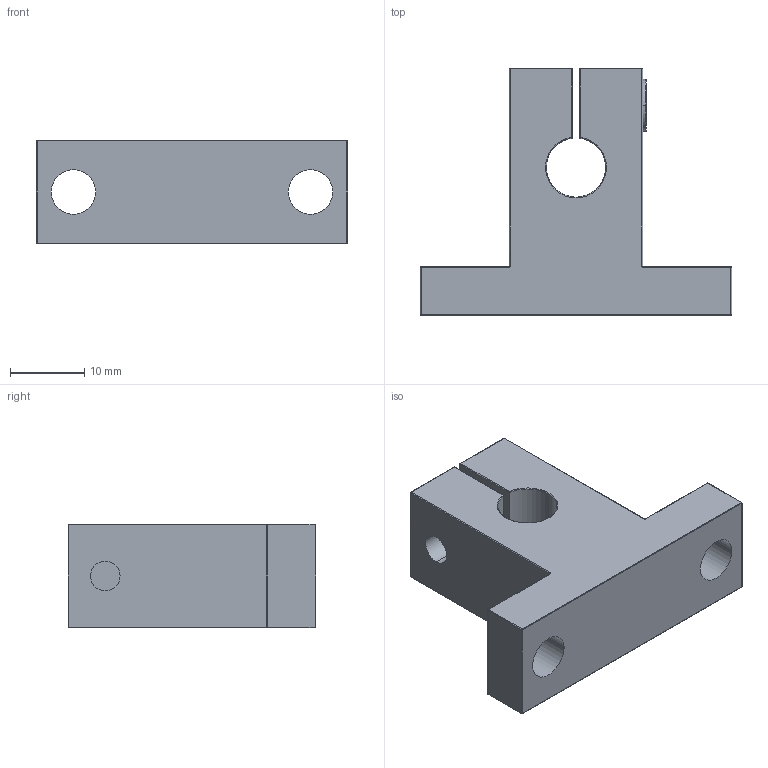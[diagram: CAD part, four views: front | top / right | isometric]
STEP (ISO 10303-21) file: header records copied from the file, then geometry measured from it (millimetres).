
FILE_DESCRIPTION (( 'STEP AP214' ), '1' );
FILE_NAME ('User Library-SK8UU LINEAR GUIDE RAILS.STEP', '2020-11-16T20:38:22', ( '' ), ( '' ), 'SwSTEP 2.0', 'SolidWorks 2020', '' );
FILE_SCHEMA (( 'AUTOMOTIVE_DESIGN' ));
Length unit declared in the file: millimetre
Products named in the file (1): User Library-SK8UU LINEAR GUIDE RAILS
Bounding box: 42 x 33.4 x 14 mm (x, y, z)
Volume: 9217.8 mm3; surface area: 4567.9 mm2
Topology: 1 solids, 1 shells, 107 faces, 241 edges, 130 vertices
Faces by surface type: cylinder 56, plane 23, torus 18, sphere 10
Entity records: 3203 total; most frequent: CARTESIAN_POINT 595, DIRECTION 527, ORIENTED_EDGE 462, EDGE_CURVE 231, AXIS2_PLACEMENT_3D 210, VERTEX_POINT 130, EDGE_LOOP 117, ADVANCED_FACE 107
